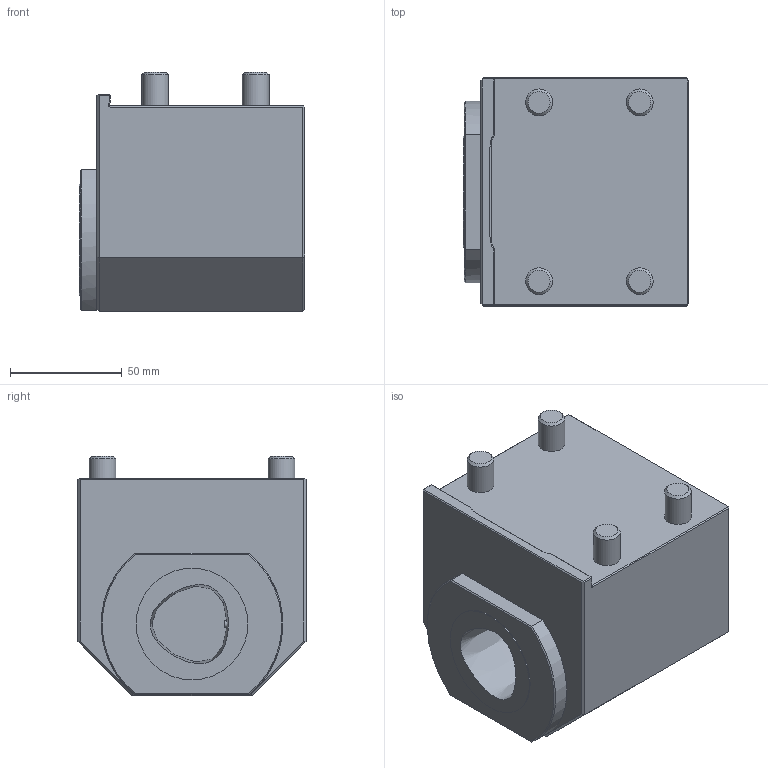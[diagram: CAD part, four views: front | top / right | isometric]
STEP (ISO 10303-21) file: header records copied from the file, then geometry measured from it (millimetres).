
FILE_DESCRIPTION(/* description */ (''),/* implementation_level */ '2;1');
FILE_NAME(/* name */ '1619188725348.stp',/* time_stamp */ '2021-04-23T16:38:51+02:00',/* author */ (''),/* organization */ ('SMS'),/* preprocessor_version */ 'ST-DEVELOPER v16.7',/* originating_system */ 'SIEMENS PLM Software NX 12.0',/* authorisation */ '');
FILE_SCHEMA (('AUTOMOTIVE_DESIGN { 1 0 10303 214 3 1 1 1 }'));
Length unit declared in the file: millimetre
Products named in the file (1): 203503867mod000_00
Bounding box: 101 x 102 x 107 mm (x, y, z)
Volume: 835864 mm3; surface area: 58992.6 mm2
Topology: 1 solids, 1 shells, 75 faces, 175 edges, 112 vertices
Faces by surface type: plane 52, cylinder 12, cone 10, bspline 1
Full cylindrical faces by diameter (mm): 3 x1, 12 x4, 50 x1
Entity records: 2304 total; most frequent: CARTESIAN_POINT 625, DIRECTION 329, ORIENTED_EDGE 318, EDGE_CURVE 159, AXIS2_PLACEMENT_3D 113, VERTEX_POINT 104, LINE 103, VECTOR 103
